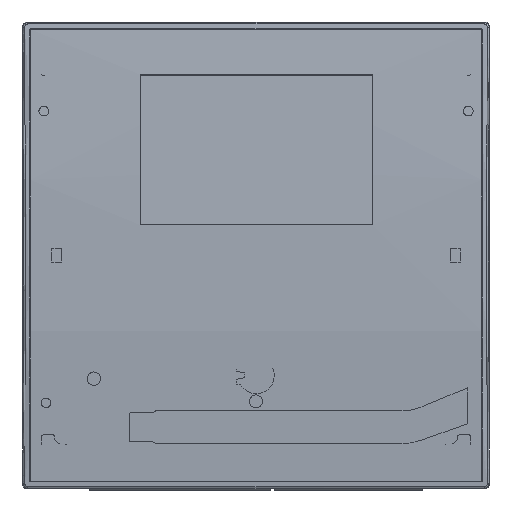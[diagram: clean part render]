
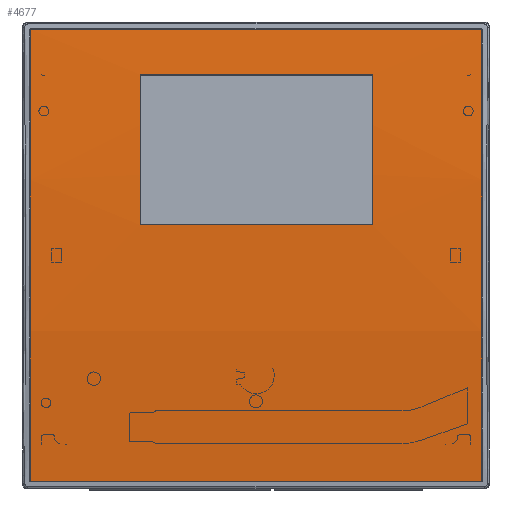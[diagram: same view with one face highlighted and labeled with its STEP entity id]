
A CAD part, top view. The second image highlights one B-rep face of the part: STEP entity #4677.
In plain terms, the highlighted cylindrical face has radius 700 mm (diameter 1400 mm), a partial arc.
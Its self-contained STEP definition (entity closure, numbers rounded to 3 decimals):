
#2839=CIRCLE('',#38243,700.);
#2841=CIRCLE('',#38247,700.);
#2844=CIRCLE('',#38252,700.);
#2845=CIRCLE('',#38253,700.);
#4335=FACE_BOUND('',#7588,.T.);
#4336=FACE_BOUND('',#7589,.T.);
#4677=ADVANCED_FACE('',(#4335,#4336),#5937,.T.);
#5937=CYLINDRICAL_SURFACE('',#38254,700.);
#7588=EDGE_LOOP('',(#18694,#18695,#18696,#18697));
#7589=EDGE_LOOP('',(#18698,#18699,#18700,#18701));
#9573=LINE('',#54294,#13768);
#9578=LINE('',#54308,#13773);
#9581=LINE('',#54325,#13776);
#9582=LINE('',#54329,#13777);
#13768=VECTOR('',#41946,1.);
#13773=VECTOR('',#41959,1.);
#13776=VECTOR('',#41978,1.);
#13777=VECTOR('',#41981,1.);
#18694=ORIENTED_EDGE('',*,*,#31928,.T.);
#18695=ORIENTED_EDGE('',*,*,#31929,.T.);
#18696=ORIENTED_EDGE('',*,*,#31930,.T.);
#18697=ORIENTED_EDGE('',*,*,#31931,.T.);
#18698=ORIENTED_EDGE('',*,*,#31918,.T.);
#18699=ORIENTED_EDGE('',*,*,#31921,.T.);
#18700=ORIENTED_EDGE('',*,*,#31923,.T.);
#18701=ORIENTED_EDGE('',*,*,#31914,.T.);
#26805=VERTEX_POINT('',#54293);
#26806=VERTEX_POINT('',#54295);
#26808=VERTEX_POINT('',#54301);
#26810=VERTEX_POINT('',#54307);
#26815=VERTEX_POINT('',#54323);
#26816=VERTEX_POINT('',#54324);
#26817=VERTEX_POINT('',#54326);
#26818=VERTEX_POINT('',#54328);
#31914=EDGE_CURVE('',#26806,#26805,#9573,.T.);
#31918=EDGE_CURVE('',#26805,#26808,#2839,.T.);
#31921=EDGE_CURVE('',#26808,#26810,#9578,.T.);
#31923=EDGE_CURVE('',#26810,#26806,#2841,.T.);
#31928=EDGE_CURVE('',#26815,#26816,#2844,.T.);
#31929=EDGE_CURVE('',#26816,#26817,#9581,.T.);
#31930=EDGE_CURVE('',#26817,#26818,#2845,.T.);
#31931=EDGE_CURVE('',#26818,#26815,#9582,.T.);
#38243=AXIS2_PLACEMENT_3D('',#54302,#41953,#41954);
#38247=AXIS2_PLACEMENT_3D('',#54311,#41964,#41965);
#38252=AXIS2_PLACEMENT_3D('',#54322,#41976,#41977);
#38253=AXIS2_PLACEMENT_3D('',#54327,#41979,#41980);
#38254=AXIS2_PLACEMENT_3D('',#54330,#41982,#41983);
#41946=DIRECTION('',(1.,0.,0.));
#41953=DIRECTION('',(1.,0.,0.));
#41954=DIRECTION('',(0.,0.1,0.995));
#41959=DIRECTION('',(-1.,0.,0.));
#41964=DIRECTION('',(-1.,0.,0.));
#41965=DIRECTION('',(0.,0.1,0.995));
#41976=DIRECTION('',(-1.,0.,0.));
#41977=DIRECTION('',(0.,0.1,0.995));
#41978=DIRECTION('',(-1.,0.,0.));
#41979=DIRECTION('',(1.,0.,0.));
#41980=DIRECTION('',(0.,0.1,0.995));
#41981=DIRECTION('',(1.,0.,0.));
#41982=DIRECTION('',(1.,0.,0.));
#41983=DIRECTION('',(0.,-0.1,-0.995));
#54293=CARTESIAN_POINT('',(35.844,55.751,6.969));
#54294=CARTESIAN_POINT('',(0.,55.751,6.969));
#54295=CARTESIAN_POINT('',(-35.741,55.751,6.969));
#54301=CARTESIAN_POINT('',(35.844,9.374,9.13));
#54302=CARTESIAN_POINT('',(35.844,0.,-690.807));
#54307=CARTESIAN_POINT('',(-35.741,9.374,9.13));
#54308=CARTESIAN_POINT('',(0.,9.374,9.13));
#54311=CARTESIAN_POINT('',(-35.741,0.,-690.807));
#54322=CARTESIAN_POINT('',(69.6,0.,-690.807));
#54323=CARTESIAN_POINT('',(69.6,-69.75,5.709));
#54324=CARTESIAN_POINT('',(69.6,69.75,5.709));
#54325=CARTESIAN_POINT('',(0.,69.75,5.709));
#54326=CARTESIAN_POINT('',(-69.6,69.75,5.709));
#54327=CARTESIAN_POINT('',(-69.6,0.,-690.807));
#54328=CARTESIAN_POINT('',(-69.6,-69.75,5.709));
#54329=CARTESIAN_POINT('',(0.,-69.75,5.709));
#54330=CARTESIAN_POINT('',(0.,0.,-690.807));
